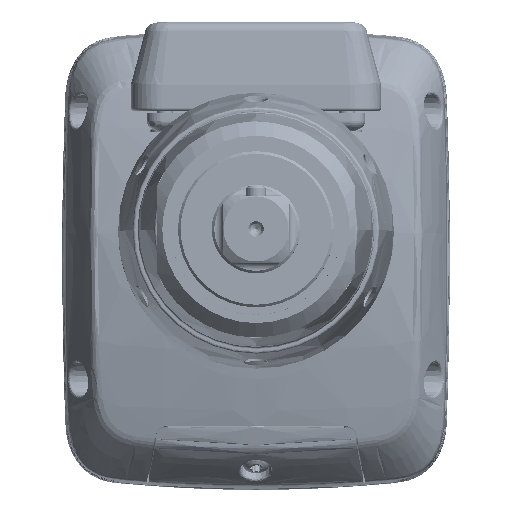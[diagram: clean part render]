
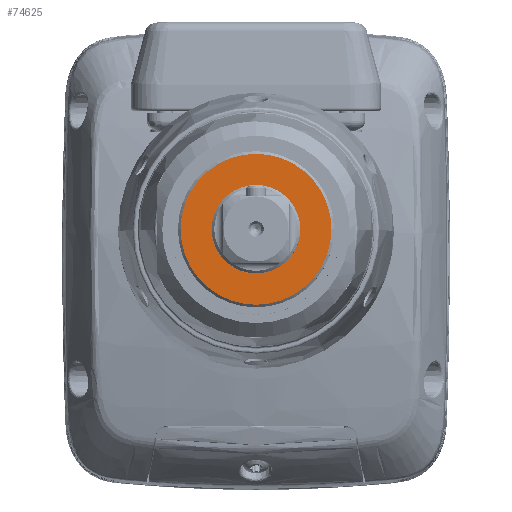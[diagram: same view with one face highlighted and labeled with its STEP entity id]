
A CAD part, top view. The second image highlights one B-rep face of the part: STEP entity #74625.
In plain terms, the highlighted planar face has unit normal (0, 0, 1).
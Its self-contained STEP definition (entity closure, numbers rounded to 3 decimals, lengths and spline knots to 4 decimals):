
#9031=CARTESIAN_POINT('',(0.,0.,10.9016));
#9032=DIRECTION('',(0.,0.,1.));
#9033=DIRECTION('',(0.,1.,0.));
#9034=AXIS2_PLACEMENT_3D('',#9031,#9032,#9033);
#9049=CARTESIAN_POINT('',(0.,0.,10.9016));
#9050=DIRECTION('',(0.,0.,-1.));
#9051=DIRECTION('',(0.,1.,0.));
#9052=AXIS2_PLACEMENT_3D('',#9049,#9050,#9051);
#9054=CARTESIAN_POINT('',(0.,0.,10.9016));
#9055=DIRECTION('',(0.,0.,-1.));
#9056=DIRECTION('',(0.,-1.,0.));
#9057=AXIS2_PLACEMENT_3D('',#9054,#9055,#9056);
#9059=CARTESIAN_POINT('',(0.,0.,10.9016));
#9060=DIRECTION('',(0.,0.,-1.));
#9061=DIRECTION('',(0.,1.,0.));
#9062=AXIS2_PLACEMENT_3D('',#9059,#9060,#9061);
#71127=CARTESIAN_POINT('',(0.,0.5709,10.9016));
#71128=CARTESIAN_POINT('',(0.,-0.5709,10.9016));
#71129=VERTEX_POINT('',#71127);
#71130=VERTEX_POINT('',#71128);
#71267=CARTESIAN_POINT('',(0.,0.3346,10.9016));
#71268=CARTESIAN_POINT('',(0.,-0.3346,10.9016));
#71269=VERTEX_POINT('',#71267);
#71270=VERTEX_POINT('',#71268);
#74609=CARTESIAN_POINT('',(0.,0.,10.9016));
#74610=DIRECTION('',(0.,0.,-1.));
#74611=DIRECTION('',(0.,-1.,0.));
#74612=AXIS2_PLACEMENT_3D('',#74609,#74610,#74611);
#74613=PLANE('',#74612);
#74614=ORIENTED_EDGE('',*,*,#74599,.F.);
#74616=ORIENTED_EDGE('',*,*,#74615,.T.);
#74617=EDGE_LOOP('',(#74614,#74616));
#74618=FACE_OUTER_BOUND('',#74617,.F.);
#74620=ORIENTED_EDGE('',*,*,#74619,.F.);
#74622=ORIENTED_EDGE('',*,*,#74621,.F.);
#74623=EDGE_LOOP('',(#74620,#74622));
#74624=FACE_BOUND('',#74623,.F.);
#74625=ADVANCED_FACE('',(#74618,#74624),#74613,.F.);
#9035=CIRCLE('',#9034,0.5709);
#9053=CIRCLE('',#9052,0.3346);
#9058=CIRCLE('',#9057,0.3346);
#9063=CIRCLE('',#9062,0.5709);
#74599=EDGE_CURVE('',#71129,#71130,#9035,.T.);
#74615=EDGE_CURVE('',#71129,#71130,#9063,.T.);
#74619=EDGE_CURVE('',#71269,#71270,#9053,.T.);
#74621=EDGE_CURVE('',#71270,#71269,#9058,.T.);
